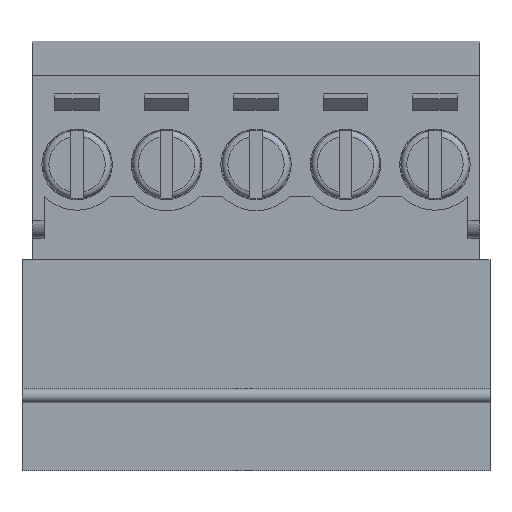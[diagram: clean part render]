
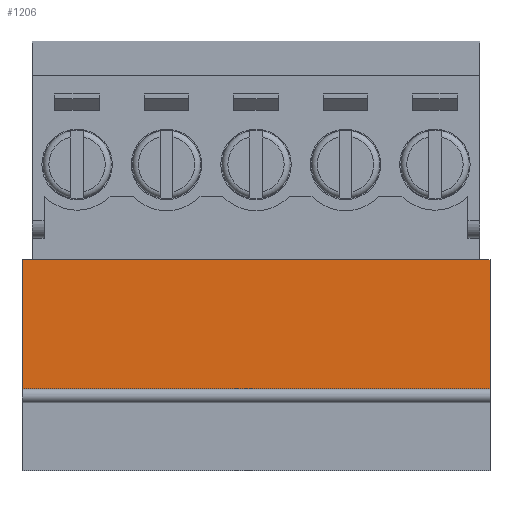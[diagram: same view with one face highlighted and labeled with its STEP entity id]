
A CAD part, front view. The second image highlights one B-rep face of the part: STEP entity #1206.
In plain terms, the highlighted planar face has unit normal (0, -1, 0).
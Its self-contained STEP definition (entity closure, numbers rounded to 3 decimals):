
#1206 = ADVANCED_FACE( '', ( #2735 ), #2736, .F. );
#2735 = FACE_OUTER_BOUND( '', #4682, .T. );
#2736 = PLANE( '', #4683 );
#4682 = EDGE_LOOP( '', ( #7838, #7839, #7840, #7841 ) );
#4683 = AXIS2_PLACEMENT_3D( '', #7842, #7843, #7844 );
#7838 = ORIENTED_EDGE( '', *, *, #12809, .T. );
#7839 = ORIENTED_EDGE( '', *, *, #12360, .T. );
#7840 = ORIENTED_EDGE( '', *, *, #12816, .F. );
#7841 = ORIENTED_EDGE( '', *, *, #12817, .T. );
#7842 = CARTESIAN_POINT( '', ( 9.965, -4.1, -1.3 ) );
#7843 = DIRECTION( '', ( 0., 1., 0. ) );
#7844 = DIRECTION( '', ( 0., 0., 1. ) );
#12360 = EDGE_CURVE( '', #15077, #15074, #15078, .T. );
#12809 = EDGE_CURVE( '', #15795, #15077, #15796, .T. );
#12816 = EDGE_CURVE( '', #15804, #15074, #15805, .T. );
#12817 = EDGE_CURVE( '', #15804, #15795, #15806, .T. );
#15074 = VERTEX_POINT( '', #18881 );
#15077 = VERTEX_POINT( '', #18884 );
#15078 = LINE( '', #18885, #18886 );
#15795 = VERTEX_POINT( '', #19945 );
#15796 = LINE( '', #19946, #19947 );
#15804 = VERTEX_POINT( '', #19959 );
#15805 = LINE( '', #19960, #19961 );
#15806 = LINE( '', #19962, #19963 );
#18881 = CARTESIAN_POINT( '', ( 9.965, -4.1, -6.8 ) );
#18884 = CARTESIAN_POINT( '', ( -9.965, -4.1, -6.8 ) );
#18885 = CARTESIAN_POINT( '', ( -9.965, -4.1, -6.8 ) );
#18886 = VECTOR( '', #22801, 1000. );
#19945 = CARTESIAN_POINT( '', ( -9.965, -4.1, -1.3 ) );
#19946 = CARTESIAN_POINT( '', ( -9.965, -4.1, -1.3 ) );
#19947 = VECTOR( '', #23249, 1000. );
#19959 = CARTESIAN_POINT( '', ( 9.965, -4.1, -1.3 ) );
#19960 = CARTESIAN_POINT( '', ( 9.965, -4.1, -1.3 ) );
#19961 = VECTOR( '', #23254, 1000. );
#19962 = CARTESIAN_POINT( '', ( 9.965, -4.1, -1.3 ) );
#19963 = VECTOR( '', #23255, 1000. );
#22801 = DIRECTION( '', ( 1., 0., 0. ) );
#23249 = DIRECTION( '', ( 0., 0., -1. ) );
#23254 = DIRECTION( '', ( 0., 0., -1. ) );
#23255 = DIRECTION( '', ( -1., 0., 0. ) );
